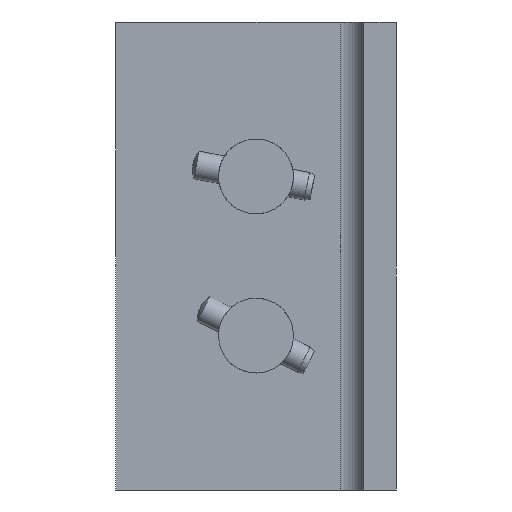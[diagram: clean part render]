
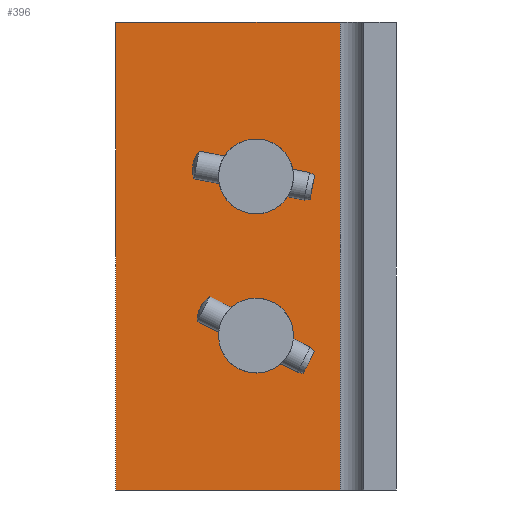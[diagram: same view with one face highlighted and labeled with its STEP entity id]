
A CAD part, left-side view. The second image highlights one B-rep face of the part: STEP entity #396.
In plain terms, the highlighted planar face has unit normal (-1, 0, 0).
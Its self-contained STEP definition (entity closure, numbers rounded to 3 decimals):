
#123=CARTESIAN_POINT('',(67.94,29.487,41.));
#124=VERTEX_POINT('',#123);
#125=CARTESIAN_POINT('',(67.94,29.487,33.));
#126=DIRECTION('',(1.0,0.0,0.0));
#127=DIRECTION('',(0.0,0.0,1.0));
#128=AXIS2_PLACEMENT_3D('',#125,#126,#127);
#129=CIRCLE('',#128,8.0);
#130=EDGE_CURVE('',#124,#124,#129,.T.);
#151=CARTESIAN_POINT('',(67.94,29.487,75.));
#152=VERTEX_POINT('',#151);
#153=CARTESIAN_POINT('',(67.94,29.487,67.0));
#154=DIRECTION('',(1.0,0.0,0.0));
#155=DIRECTION('',(0.0,0.0,1.0));
#156=AXIS2_PLACEMENT_3D('',#153,#154,#155);
#157=CIRCLE('',#156,8.0);
#158=EDGE_CURVE('',#152,#152,#157,.T.);
#332=CARTESIAN_POINT('',(67.94,11.487,100.0));
#333=VERTEX_POINT('',#332);
#341=CARTESIAN_POINT('',(67.94,11.487,0.0));
#342=VERTEX_POINT('',#341);
#343=CARTESIAN_POINT('',(67.94,11.487,0.0));
#344=DIRECTION('',(0.0,0.0,1.0));
#345=VECTOR('',#344,100.0);
#346=LINE('',#343,#345);
#347=EDGE_CURVE('',#342,#333,#346,.T.);
#360=CARTESIAN_POINT('',(67.94,11.487,0.0));
#361=DIRECTION('',(-1.0,0.0,0.0));
#362=DIRECTION('',(0.0,0.0,1.0));
#363=AXIS2_PLACEMENT_3D('',#360,#361,#362);
#364=PLANE('',#363);
#365=CARTESIAN_POINT('',(67.94,59.487,100.0));
#366=VERTEX_POINT('',#365);
#367=CARTESIAN_POINT('',(67.94,11.487,100.0));
#368=DIRECTION('',(0.0,1.0,0.0));
#369=VECTOR('',#368,48.);
#370=LINE('',#367,#369);
#371=EDGE_CURVE('',#333,#366,#370,.T.);
#372=ORIENTED_EDGE('',*,*,#371,.T.);
#373=CARTESIAN_POINT('',(67.94,59.487,0.0));
#374=VERTEX_POINT('',#373);
#375=CARTESIAN_POINT('',(67.94,59.487,0.0));
#376=DIRECTION('',(0.0,0.0,1.0));
#377=VECTOR('',#376,100.0);
#378=LINE('',#375,#377);
#379=EDGE_CURVE('',#374,#366,#378,.T.);
#380=ORIENTED_EDGE('',*,*,#379,.F.);
#381=CARTESIAN_POINT('',(67.94,59.487,0.0));
#382=DIRECTION('',(0.0,-1.0,0.0));
#383=VECTOR('',#382,48.);
#384=LINE('',#381,#383);
#385=EDGE_CURVE('',#374,#342,#384,.T.);
#386=ORIENTED_EDGE('',*,*,#385,.T.);
#387=ORIENTED_EDGE('',*,*,#347,.T.);
#388=EDGE_LOOP('',(#372,#380,#386,#387));
#389=FACE_OUTER_BOUND('',#388,.T.);
#390=ORIENTED_EDGE('',*,*,#130,.T.);
#391=EDGE_LOOP('',(#390));
#392=FACE_BOUND('',#391,.T.);
#393=ORIENTED_EDGE('',*,*,#158,.T.);
#394=EDGE_LOOP('',(#393));
#395=FACE_BOUND('',#394,.T.);
#396=ADVANCED_FACE('',(#389,#392,#395),#364,.T.);
